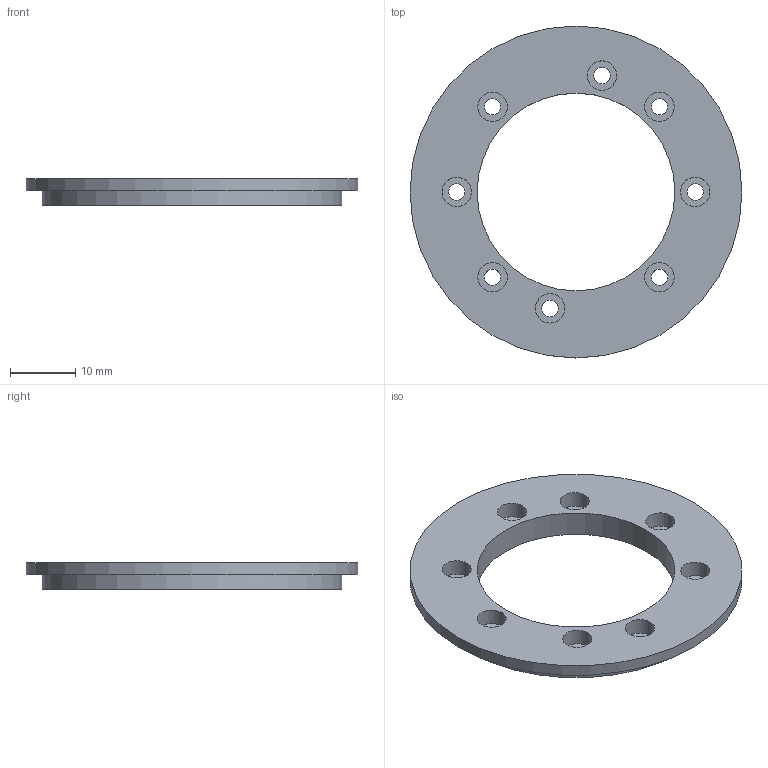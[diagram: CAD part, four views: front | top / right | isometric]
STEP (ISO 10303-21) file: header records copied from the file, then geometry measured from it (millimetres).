
FILE_DESCRIPTION(/* description */ (''),/* implementation_level */ '2;1');
FILE_NAME(/* name */ 'Cover.step',/* time_stamp */ '2026-01-01T21:44:31+01:00',/* author */ (''),/* organization */ (''),/* preprocessor_version */ 'ST-DEVELOPER v20.1',/* originating_system */ 'Autodesk Translation Framework v14.21.0.0',/* authorisation */ '');
FILE_SCHEMA (('AUTOMOTIVE_DESIGN { 1 0 10303 214 3 1 1 }'));
Length unit declared in the file: millimetre
Products named in the file (2): TabletHolderAssembly_NokiaT10; Cover
Assembly tree (1 placements, depth 2):
  TabletHolderAssembly_NokiaT10
    Cover
Bounding box: 50.8 x 50.8 x 4 mm (x, y, z)
Volume: 4022.9 mm3; surface area: 3899.5 mm2
Topology: 1 solids, 1 shells, 30 faces, 57 edges, 38 vertices
Faces by surface type: cylinder 19, plane 11
Full cylindrical faces by diameter (mm): 2.5 x8, 4.5 x8, 30.24 x1, 45.8 x1, 50.8 x1
Entity records: 875 total; most frequent: DIRECTION 161, CARTESIAN_POINT 128, ORIENTED_EDGE 114, AXIS2_PLACEMENT_3D 71, EDGE_LOOP 57, EDGE_CURVE 57, CIRCLE 38, VERTEX_POINT 38
